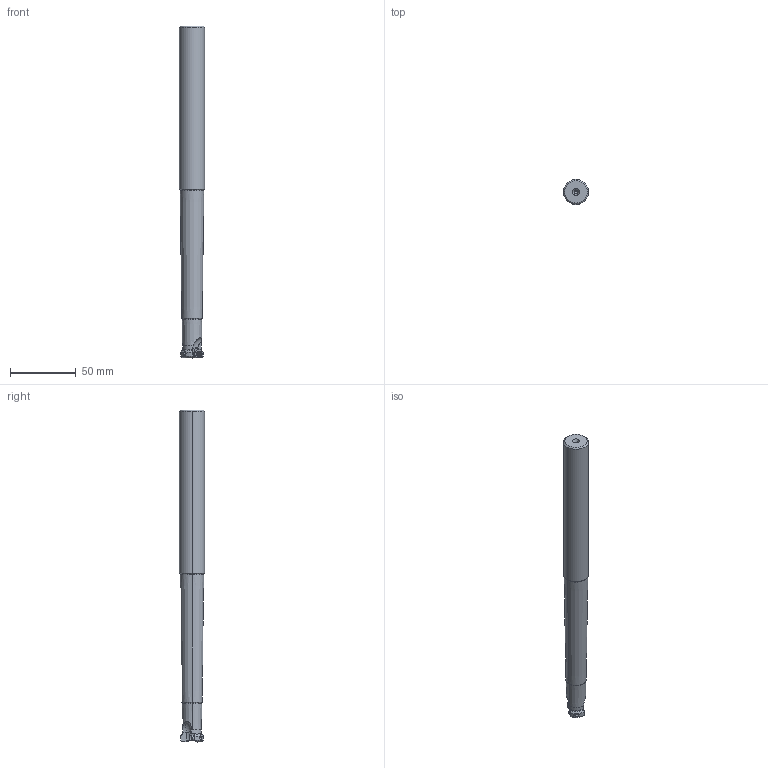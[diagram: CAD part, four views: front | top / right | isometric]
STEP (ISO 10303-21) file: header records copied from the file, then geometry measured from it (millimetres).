
FILE_DESCRIPTION(/* description */ (''),/* implementation_level */ '2;1');
FILE_NAME(/* name */ 'BRP3UNR122ELW12.stp',/* time_stamp */ '2017-10-10T12:57:57+09:00',/* author */ (''),/* organization */ (''),/* preprocessor_version */ 'ST-DEVELOPER v16',/* originating_system */ 'SIEMENS PLM Software NX 10.0',/* authorisation */ '');
FILE_SCHEMA (('AUTOMOTIVE_DESIGN { 1 0 10303 214 3 1 1 1 }'));
Length unit declared in the file: millimetre
Products named in the file (1): BRP3UNR122ELW12_ASM
Bounding box: 19.05 x 19.05 x 252.75 mm (x, y, z)
Volume: 61363.4 mm3; surface area: 14747.4 mm2
Topology: 3 solids, 3 shells, 170 faces, 494 edges, 327 vertices
Faces by surface type: cylinder 70, cone 36, plane 34, torus 26, sphere 4
Entity records: 7035 total; most frequent: CARTESIAN_POINT 2407, DIRECTION 982, ORIENTED_EDGE 976, EDGE_CURVE 488, AXIS2_PLACEMENT_3D 422, VERTEX_POINT 327, CIRCLE 222, EDGE_LOOP 177
